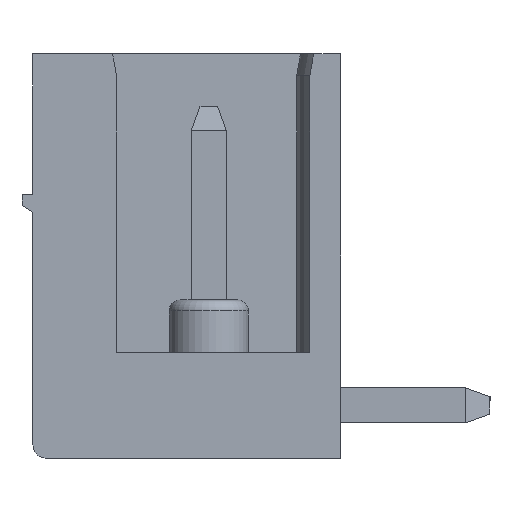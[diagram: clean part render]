
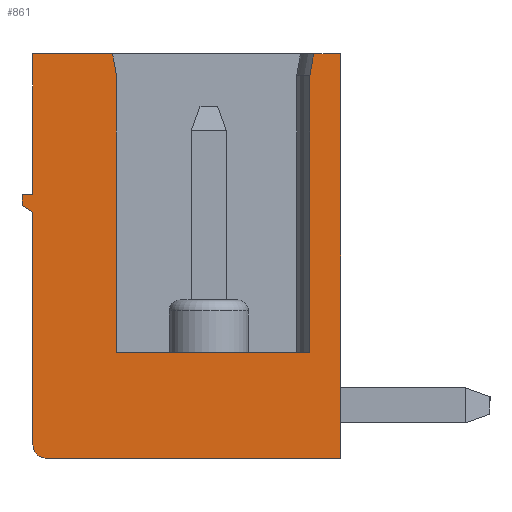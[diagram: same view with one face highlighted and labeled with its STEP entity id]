
A CAD part, left-side view. The second image highlights one B-rep face of the part: STEP entity #861.
In plain terms, the highlighted planar face has unit normal (-1, 0, 0).
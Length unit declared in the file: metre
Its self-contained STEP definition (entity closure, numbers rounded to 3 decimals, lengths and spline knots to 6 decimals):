
#861=ADVANCED_FACE('',(#2383),#2384,.F.);
#2383=FACE_OUTER_BOUND('',#4617,.T.);
#2384=PLANE('',#4618);
#4617=EDGE_LOOP('',(#7160,#7161,#7162,#7163,#7164,#7165,#7166,#7167,#7168,#7169,#7170,#7171,#7172,#7173,#7174));
#4618=AXIS2_PLACEMENT_3D('',#7175,#7176,#7177);
#7160=ORIENTED_EDGE('',*,*,#13550,.T.);
#7161=ORIENTED_EDGE('',*,*,#13551,.F.);
#7162=ORIENTED_EDGE('',*,*,#13552,.F.);
#7163=ORIENTED_EDGE('',*,*,#13553,.F.);
#7164=ORIENTED_EDGE('',*,*,#13536,.T.);
#7165=ORIENTED_EDGE('',*,*,#13541,.T.);
#7166=ORIENTED_EDGE('',*,*,#13554,.F.);
#7167=ORIENTED_EDGE('',*,*,#13555,.T.);
#7168=ORIENTED_EDGE('',*,*,#13556,.F.);
#7169=ORIENTED_EDGE('',*,*,#13557,.F.);
#7170=ORIENTED_EDGE('',*,*,#13558,.F.);
#7171=ORIENTED_EDGE('',*,*,#13559,.F.);
#7172=ORIENTED_EDGE('',*,*,#13560,.F.);
#7173=ORIENTED_EDGE('',*,*,#13561,.F.);
#7174=ORIENTED_EDGE('',*,*,#13562,.F.);
#7175=CARTESIAN_POINT('',(-1.086627,0.01086,0.000933));
#7176=DIRECTION('',(1.0,0.0,0.0));
#7177=DIRECTION('',(0.0,1.0,-0.0));
#13536=EDGE_CURVE('',#16253,#16254,#16255,.T.);
#13541=EDGE_CURVE('',#16254,#16262,#16263,.T.);
#13550=EDGE_CURVE('',#16277,#16278,#16279,.F.);
#13551=EDGE_CURVE('',#16280,#16278,#16281,.T.);
#13552=EDGE_CURVE('',#16282,#16280,#16283,.T.);
#13553=EDGE_CURVE('',#16253,#16282,#16284,.T.);
#13554=EDGE_CURVE('',#16285,#16262,#16286,.T.);
#13555=EDGE_CURVE('',#16285,#16287,#16288,.T.);
#13556=EDGE_CURVE('',#16289,#16287,#16290,.T.);
#13557=EDGE_CURVE('',#16291,#16289,#16292,.T.);
#13558=EDGE_CURVE('',#16293,#16291,#16294,.T.);
#13559=EDGE_CURVE('',#16295,#16293,#16296,.T.);
#13560=EDGE_CURVE('',#16297,#16295,#16298,.T.);
#13561=EDGE_CURVE('',#16299,#16297,#16300,.T.);
#13562=EDGE_CURVE('',#16277,#16299,#16301,.T.);
#16253=VERTEX_POINT('',#20231);
#16254=VERTEX_POINT('',#20232);
#16255=LINE('',#20233,#20234);
#16262=VERTEX_POINT('',#20246);
#16263=LINE('',#20247,#20248);
#16277=VERTEX_POINT('',#20268);
#16278=VERTEX_POINT('',#20269);
#16279=CIRCLE('',#20270,0.0003);
#16280=VERTEX_POINT('',#20271);
#16281=LINE('',#20272,#20273);
#16282=VERTEX_POINT('',#20274);
#16283=LINE('',#20275,#20276);
#16284=LINE('',#20277,#20278);
#16285=VERTEX_POINT('',#20279);
#16286=LINE('',#20280,#20281);
#16287=VERTEX_POINT('',#20282);
#16288=LINE('',#20283,#20284);
#16289=VERTEX_POINT('',#20285);
#16290=LINE('',#20286,#20287);
#16291=VERTEX_POINT('',#20288);
#16292=LINE('',#20289,#20290);
#16293=VERTEX_POINT('',#20291);
#16294=LINE('',#20292,#20293);
#16295=VERTEX_POINT('',#20294);
#16296=LINE('',#20295,#20296);
#16297=VERTEX_POINT('',#20297);
#16298=LINE('',#20298,#20299);
#16299=VERTEX_POINT('',#20300);
#16300=LINE('',#20301,#20302);
#16301=LINE('',#20303,#20304);
#20231=CARTESIAN_POINT('',(-1.086627,0.004471,0.000933));
#20232=CARTESIAN_POINT('',(-1.086627,0.00456,0.000433));
#20233=CARTESIAN_POINT('',(-1.086627,0.005565,-0.005267));
#20234=VECTOR('',#25566,1.0);
#20246=CARTESIAN_POINT('',(-1.086627,0.00456,-0.005867));
#20247=CARTESIAN_POINT('',(-1.086627,0.00456,-0.005567));
#20248=VECTOR('',#25569,1.0);
#20268=CARTESIAN_POINT('',(-1.086627,0.01086,-0.007967));
#20269=CARTESIAN_POINT('',(-1.086627,0.01056,-0.008267));
#20270=AXIS2_PLACEMENT_3D('',#25576,#25577,#25578);
#20271=CARTESIAN_POINT('',(-1.086627,0.00386,-0.008267));
#20272=CARTESIAN_POINT('',(-1.086627,0.01056,-0.008267));
#20273=VECTOR('',#25579,1.0);
#20274=CARTESIAN_POINT('',(-1.086627,0.00386,0.000933));
#20275=CARTESIAN_POINT('',(-1.086627,0.00386,-0.008267));
#20276=VECTOR('',#25580,1.0);
#20277=CARTESIAN_POINT('',(-1.086627,0.00386,0.000933));
#20278=VECTOR('',#25581,1.0);
#20279=CARTESIAN_POINT('',(-1.086627,0.00896,-0.005867));
#20280=CARTESIAN_POINT('',(-1.086627,0.00386,-0.005867));
#20281=VECTOR('',#25582,1.0);
#20282=CARTESIAN_POINT('',(-1.086627,0.00896,0.000433));
#20283=CARTESIAN_POINT('',(-1.086627,0.00896,-0.005567));
#20284=VECTOR('',#25583,1.0);
#20285=CARTESIAN_POINT('',(-1.086627,0.009048,0.000933));
#20286=CARTESIAN_POINT('',(-1.086627,0.009048,0.000933));
#20287=VECTOR('',#25584,1.0);
#20288=CARTESIAN_POINT('',(-1.086627,0.01086,0.000933));
#20289=CARTESIAN_POINT('',(-1.086627,0.00386,0.000933));
#20290=VECTOR('',#25585,1.0);
#20291=CARTESIAN_POINT('',(-1.086627,0.01086,-0.002267));
#20292=CARTESIAN_POINT('',(-1.086627,0.01086,0.000933));
#20293=VECTOR('',#25586,1.0);
#20294=CARTESIAN_POINT('',(-1.086627,0.01111,-0.002267));
#20295=CARTESIAN_POINT('',(-1.086627,0.01086,-0.002267));
#20296=VECTOR('',#25587,1.0);
#20297=CARTESIAN_POINT('',(-1.086627,0.01111,-0.002517));
#20298=CARTESIAN_POINT('',(-1.086627,0.01111,-0.002267));
#20299=VECTOR('',#25588,1.0);
#20300=CARTESIAN_POINT('',(-1.086627,0.01086,-0.002667));
#20301=CARTESIAN_POINT('',(-1.086627,0.01111,-0.002517));
#20302=VECTOR('',#25589,1.0);
#20303=CARTESIAN_POINT('',(-1.086627,0.01086,-0.002667));
#20304=VECTOR('',#25590,1.0);
#25566=DIRECTION('',(0.0,0.174,-0.985));
#25569=DIRECTION('',(0.0,0.,-1.0));
#25576=CARTESIAN_POINT('',(-1.086627,0.01056,-0.007967));
#25577=DIRECTION('',(1.0,0.0,0.0));
#25578=DIRECTION('',(0.0,0.0,-1.0));
#25579=DIRECTION('',(0.0,1.0,0.));
#25580=DIRECTION('',(0.0,0.,-1.0));
#25581=DIRECTION('',(0.0,-1.0,0.));
#25582=DIRECTION('',(0.0,-1.0,0.));
#25583=DIRECTION('',(0.0,0.,1.0));
#25584=DIRECTION('',(0.0,-0.174,-0.985));
#25585=DIRECTION('',(0.0,-1.0,0.));
#25586=DIRECTION('',(0.0,0.,1.0));
#25587=DIRECTION('',(0.0,-1.0,0.));
#25588=DIRECTION('',(0.0,0.,1.0));
#25589=DIRECTION('',(0.0,0.857,0.514));
#25590=DIRECTION('',(0.0,0.,1.0));
